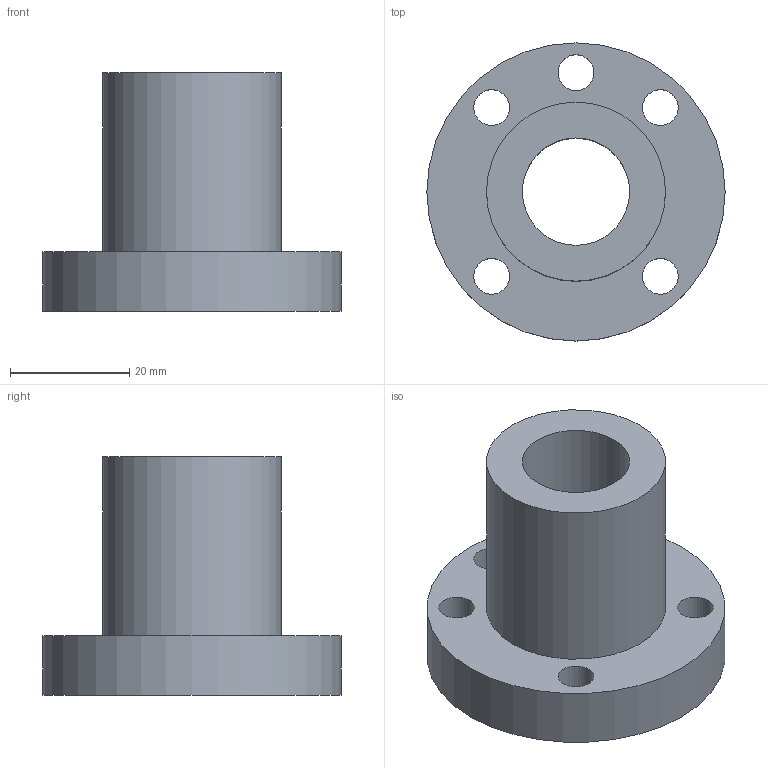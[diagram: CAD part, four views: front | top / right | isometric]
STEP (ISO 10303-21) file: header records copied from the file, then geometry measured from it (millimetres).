
FILE_DESCRIPTION(/* description */ (''),/* implementation_level */ '2;1');
FILE_NAME(/* name */ 'baseC.stp',/* time_stamp */ '2023-09-05T21:25:41-05:00',/* author */ ('Juandrosa'),/* organization */ (''),/* preprocessor_version */ 'ST-DEVELOPER v19.2',/* originating_system */ 'Autodesk Inventor 2024',/* authorisation */ '');
FILE_SCHEMA (('AUTOMOTIVE_DESIGN { 1 0 10303 214 3 1 1 }'));
Length unit declared in the file: millimetre
Products named in the file (1): base
Bounding box: 50 x 50 x 40 mm (x, y, z)
Volume: 29248.2 mm3; surface area: 10738 mm2
Topology: 1 solids, 1 shells, 11 faces, 24 edges, 16 vertices
Faces by surface type: cylinder 8, plane 3
Full cylindrical faces by diameter (mm): 6 x5, 18 x1, 30 x1, 50 x1
Entity records: 381 total; most frequent: DIRECTION 64, CARTESIAN_POINT 52, ORIENTED_EDGE 48, AXIS2_PLACEMENT_3D 28, EDGE_LOOP 24, EDGE_CURVE 24, CIRCLE 16, VERTEX_POINT 16
